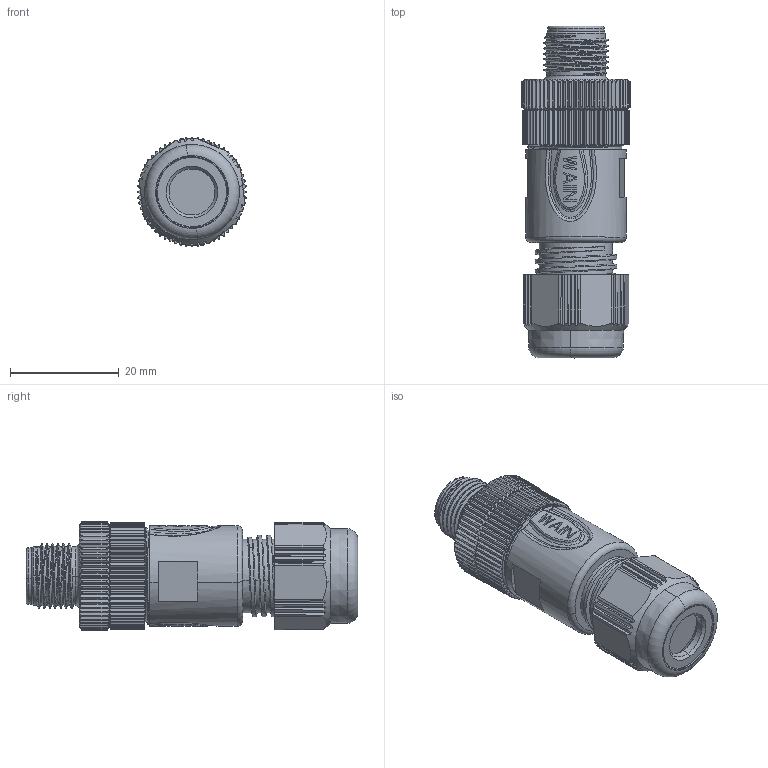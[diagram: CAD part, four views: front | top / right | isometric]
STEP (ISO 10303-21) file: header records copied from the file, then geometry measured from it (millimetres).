
FILE_DESCRIPTION((''),'2;1');
FILE_NAME('PRT0001','2023-04-24T',('lian.chen'),(''),'PRO/ENGINEER BY PARAMETRIC TECHNOLOGY CORPORATION, 2012480','PRO/ENGINEER BY PARAMETRIC TECHNOLOGY CORPORATION, 2012480','');
FILE_SCHEMA(('CONFIG_CONTROL_DESIGN'));
Length unit declared in the file: millimetre
Products named in the file (1): PRT0001
Bounding box: 20 x 60.94 x 20 mm (x, y, z)
Volume: 13499.5 mm3; surface area: 5658.3 mm2
Topology: 1 solids, 2 shells, 961 faces, 2530 edges, 1593 vertices
Faces by surface type: plane 405, cylinder 318, cone 169, bspline 42, torus 13, sphere 8, extrusion 6
Entity records: 37847 total; most frequent: CARTESIAN_POINT 15318, ORIENTED_EDGE 5044, DIRECTION 4237, EDGE_CURVE 2522, VERTEX_POINT 1593, AXIS2_PLACEMENT_3D 1566, VECTOR 1105, LINE 1099
